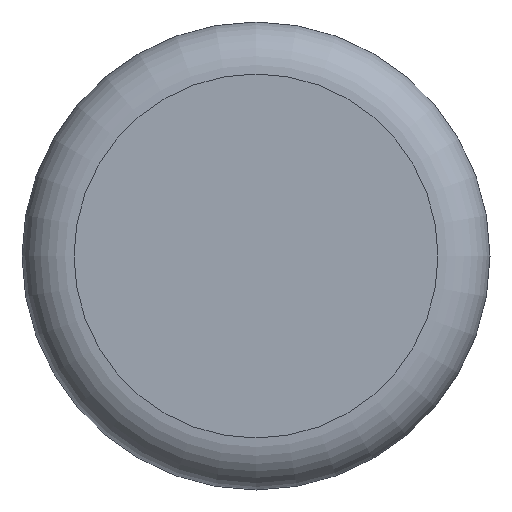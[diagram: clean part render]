
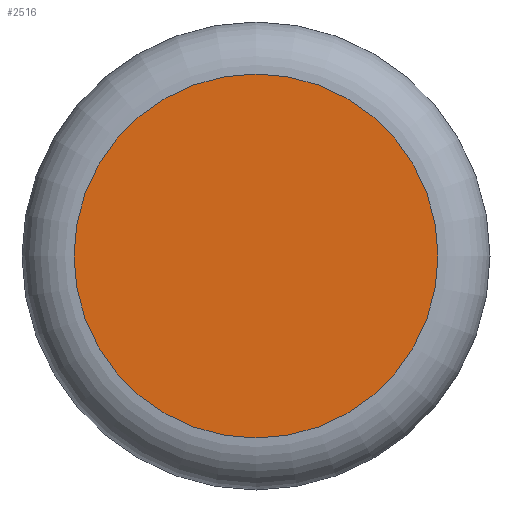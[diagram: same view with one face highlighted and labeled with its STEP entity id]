
A CAD part, left-side view. The second image highlights one B-rep face of the part: STEP entity #2516.
In plain terms, the highlighted planar face has unit normal (-1, 0, 0).
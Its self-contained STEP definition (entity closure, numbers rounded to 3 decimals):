
#349=PLANE('',#2844);
#498=FACE_OUTER_BOUND('',#663,.T.);
#663=EDGE_LOOP('',(#2299));
#820=CIRCLE('',#2824,13.999);
#1173=VERTEX_POINT('',#6129);
#1547=EDGE_CURVE('',#1173,#1173,#820,.T.);
#2299=ORIENTED_EDGE('',*,*,#1547,.T.);
#2516=ADVANCED_FACE('',(#498),#349,.T.);
#2824=AXIS2_PLACEMENT_3D('',#6130,#3541,#3542);
#2844=AXIS2_PLACEMENT_3D('',#6151,#3581,#3582);
#3541=DIRECTION('center_axis',(-1.,0.,0.));
#3542=DIRECTION('ref_axis',(0.,0.,1.));
#3581=DIRECTION('center_axis',(-1.,0.,0.));
#3582=DIRECTION('ref_axis',(0.,0.,1.));
#6129=CARTESIAN_POINT('',(-0.051,0.,-13.999));
#6130=CARTESIAN_POINT('Origin',(-0.051,0.,0.));
#6151=CARTESIAN_POINT('Origin',(-0.051,0.,0.));
